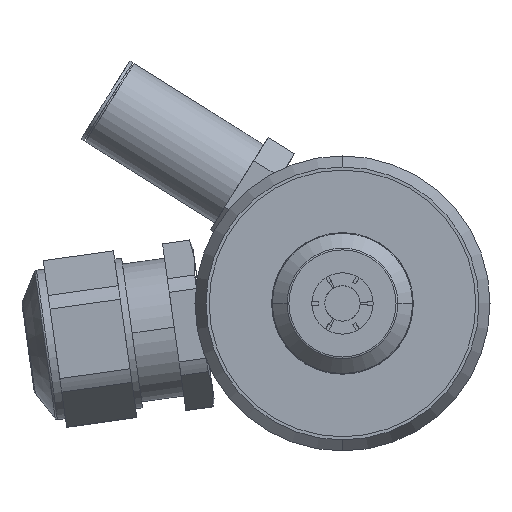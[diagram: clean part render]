
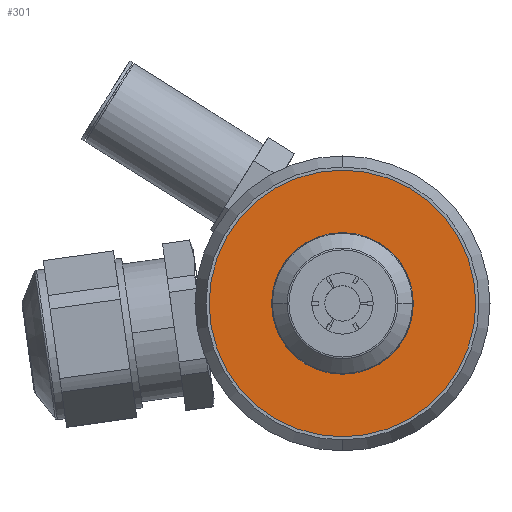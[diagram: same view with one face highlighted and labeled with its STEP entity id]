
A CAD part, left-side view. The second image highlights one B-rep face of the part: STEP entity #301.
In plain terms, the highlighted planar face has unit normal (-1, 0, 0).
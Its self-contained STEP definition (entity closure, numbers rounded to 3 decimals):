
#178 = ORIENTED_EDGE ( 'NONE', *, *, #184, .T. ) ;
#180 = VERTEX_POINT ( 'NONE', #7415 ) ;
#184 = EDGE_CURVE ( 'NONE', #205, #188, #7556, .T. ) ;
#188 = VERTEX_POINT ( 'NONE', #7549 ) ;
#194 = ORIENTED_EDGE ( 'NONE', *, *, #207, .T. ) ;
#195 = EDGE_CURVE ( 'NONE', #180, #295, #7525, .T. ) ;
#205 = VERTEX_POINT ( 'NONE', #7485 ) ;
#207 = EDGE_CURVE ( 'NONE', #188, #205, #7484, .T. ) ;
#211 = EDGE_LOOP ( 'NONE', ( #178, #194 ) ) ;
#214 = EDGE_CURVE ( 'NONE', #295, #180, #7476, .T. ) ;
#295 = VERTEX_POINT ( 'NONE', #3026 ) ;
#301 = ADVANCED_FACE ( 'NONE', ( #3035, #3028 ), #2925, .T. ) ;
#302 = EDGE_LOOP ( 'NONE', ( #303, #305 ) ) ;
#303 = ORIENTED_EDGE ( 'NONE', *, *, #214, .F. ) ;
#305 = ORIENTED_EDGE ( 'NONE', *, *, #195, .F. ) ;
#2925 = PLANE ( 'NONE',  #3007 ) ;
#3007 = AXIS2_PLACEMENT_3D ( 'NONE', #3033, #3031, #3030 ) ;
#3026 = CARTESIAN_POINT ( 'NONE',  ( -47.625, 14.719, 36.476 ) ) ;
#3028 = FACE_BOUND ( 'NONE', #302, .T. ) ;
#3030 = DIRECTION ( 'NONE',  ( 0., -1., 0. ) ) ;
#3031 = DIRECTION ( 'NONE',  ( -1., 0., 0. ) ) ;
#3033 = CARTESIAN_POINT ( 'NONE',  ( -47.625, 9.419, 36.476 ) ) ;
#3035 = FACE_OUTER_BOUND ( 'NONE', #211, .T. ) ;
#7415 = CARTESIAN_POINT ( 'NONE',  ( -47.625, 4.119, 36.476 ) ) ;
#7466 = AXIS2_PLACEMENT_3D ( 'NONE', #7589, #7588, #7587 ) ;
#7473 = DIRECTION ( 'NONE',  ( 0., -1., 0. ) ) ;
#7474 = DIRECTION ( 'NONE',  ( -1., 0., 0. ) ) ;
#7475 = AXIS2_PLACEMENT_3D ( 'NONE', #7489, #7474, #7473 ) ;
#7476 = CIRCLE ( 'NONE', #7466, 5.3 ) ;
#7484 = CIRCLE ( 'NONE', #7475, 11.3 ) ;
#7485 = CARTESIAN_POINT ( 'NONE',  ( -47.625, 20.719, 36.476 ) ) ;
#7489 = CARTESIAN_POINT ( 'NONE',  ( -47.625, 9.419, 36.476 ) ) ;
#7525 = CIRCLE ( 'NONE', #7553, 5.3 ) ;
#7531 = CARTESIAN_POINT ( 'NONE',  ( -47.625, 9.419, 36.476 ) ) ;
#7539 = DIRECTION ( 'NONE',  ( -1., 0., 0. ) ) ;
#7542 = DIRECTION ( 'NONE',  ( 0., -1., 0. ) ) ;
#7543 = DIRECTION ( 'NONE',  ( -1., 0., 0. ) ) ;
#7544 = CARTESIAN_POINT ( 'NONE',  ( -47.625, 9.419, 36.476 ) ) ;
#7546 = DIRECTION ( 'NONE',  ( 0., -1., 0. ) ) ;
#7549 = CARTESIAN_POINT ( 'NONE',  ( -47.625, -1.881, 36.476 ) ) ;
#7553 = AXIS2_PLACEMENT_3D ( 'NONE', #7531, #7539, #7546 ) ;
#7555 = AXIS2_PLACEMENT_3D ( 'NONE', #7544, #7543, #7542 ) ;
#7556 = CIRCLE ( 'NONE', #7555, 11.3 ) ;
#7587 = DIRECTION ( 'NONE',  ( 0., -1., 0. ) ) ;
#7588 = DIRECTION ( 'NONE',  ( -1., 0., 0. ) ) ;
#7589 = CARTESIAN_POINT ( 'NONE',  ( -47.625, 9.419, 36.476 ) ) ;
